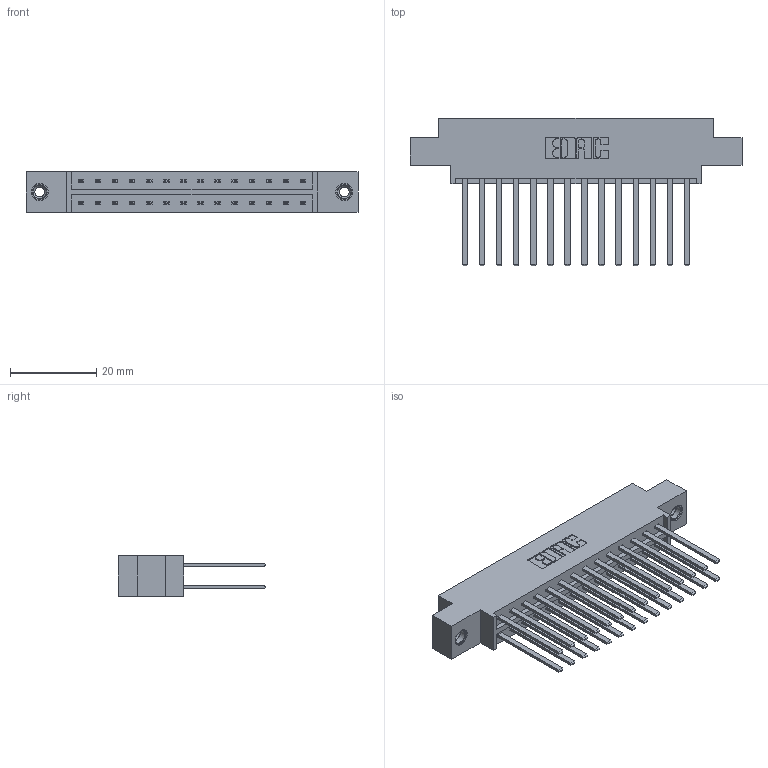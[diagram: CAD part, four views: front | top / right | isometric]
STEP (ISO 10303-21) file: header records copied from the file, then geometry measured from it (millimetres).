
FILE_DESCRIPTION (( 'STEP AP203' ), '1' );
FILE_NAME ('333-028-544-808.STEP', '2018-08-02T15:35:10', ( '' ), ( '' ), 'SwSTEP 2.0', 'SolidWorks 2016', '' );
FILE_SCHEMA (( 'CONFIG_CONTROL_DESIGN' ));
Length unit declared in the file: inch
Products named in the file (4): 345-250-001_345-250-003-102; 333-028-544-808; 333 Part_Offset - .156 Dia - TI; 345-292-001_345-293-144
Assembly tree (31 placements, depth 2):
  333-028-544-808
    333 Part_Offset - .156 Dia - TI
    345-292-001_345-293-144  x28
    345-250-001_345-250-003-102  x2
Bounding box: 77.01 x 34.3 x 9.4 mm (x, y, z)
Volume: 7758.9 mm3; surface area: 10378.5 mm2
Topology: 31 solids, 31 shells, 1466 faces, 4295 edges, 2818 vertices
Faces by surface type: plane 1002, cylinder 448, cone 12, torus 4
Entity records: 13762 total; most frequent: CARTESIAN_POINT 2297, ORIENTED_EDGE 2226, DIRECTION 2039, EDGE_CURVE 1113, VECTOR 969, LINE 969, VERTEX_POINT 736, AXIS2_PLACEMENT_3D 535
